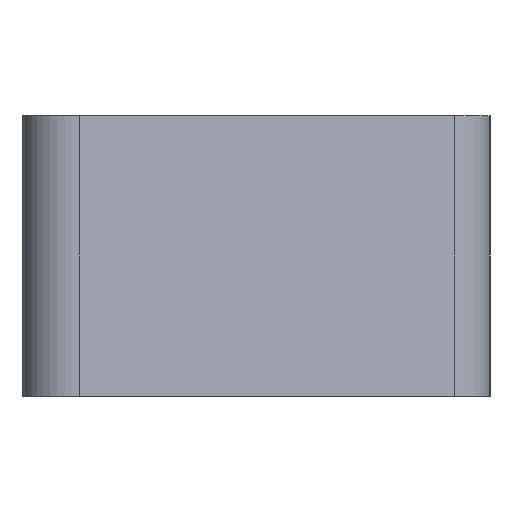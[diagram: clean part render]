
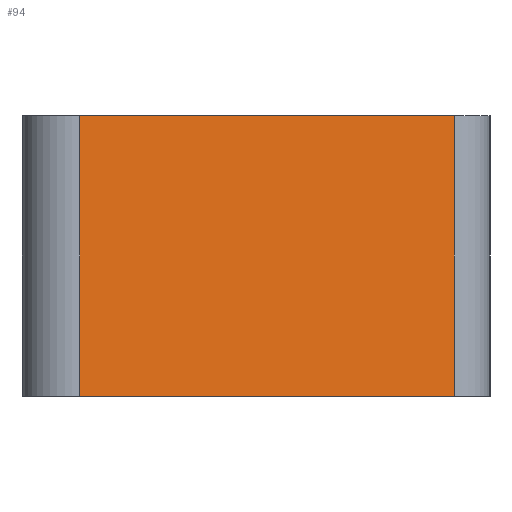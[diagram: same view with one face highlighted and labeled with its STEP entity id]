
A CAD part, left-side view. The second image highlights one B-rep face of the part: STEP entity #94.
In plain terms, the highlighted planar face has unit normal (-0.972, -0.235, 0).
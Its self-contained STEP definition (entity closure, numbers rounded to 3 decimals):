
#10 = CARTESIAN_POINT ( 'NONE',  ( -110.185, -4.235, 6. ) ) ;
#11 = CARTESIAN_POINT ( 'NONE',  ( -110., -5., 16.287 ) ) ;
#19 = EDGE_CURVE ( 'NONE', #681, #702, #1518, .T. ) ;
#38 = CARTESIAN_POINT ( 'NONE',  ( -112.116, 3.765, 0. ) ) ;
#94 = ADVANCED_FACE ( 'NONE', ( #945 ), #1672, .T. ) ;
#151 = LINE ( 'NONE', #10, #656 ) ;
#157 = ORIENTED_EDGE ( 'NONE', *, *, #612, .T. ) ;
#169 = VECTOR ( 'NONE', #1419, 1000. ) ;
#173 = DIRECTION ( 'NONE',  ( -0.972, -0.235, 0. ) ) ;
#261 = EDGE_CURVE ( 'NONE', #702, #476, #481, .T. ) ;
#314 = EDGE_CURVE ( 'NONE', #1414, #476, #1059, .T. ) ;
#476 = VERTEX_POINT ( 'NONE', #38 ) ;
#481 = LINE ( 'NONE', #887, #567 ) ;
#567 = VECTOR ( 'NONE', #636, 1000. ) ;
#612 = EDGE_CURVE ( 'NONE', #1414, #681, #151, .T. ) ;
#627 = CARTESIAN_POINT ( 'NONE',  ( -112.116, 3.765, 6. ) ) ;
#636 = DIRECTION ( 'NONE',  ( 0., 0., -1. ) ) ;
#656 = VECTOR ( 'NONE', #1066, 1000. ) ;
#681 = VERTEX_POINT ( 'NONE', #1575 ) ;
#702 = VERTEX_POINT ( 'NONE', #627 ) ;
#717 = ORIENTED_EDGE ( 'NONE', *, *, #314, .F. ) ;
#787 = DIRECTION ( 'NONE',  ( 0.235, -0.972, 0. ) ) ;
#827 = EDGE_LOOP ( 'NONE', ( #717, #157, #980, #910 ) ) ;
#887 = CARTESIAN_POINT ( 'NONE',  ( -112.116, 3.765, 0. ) ) ;
#910 = ORIENTED_EDGE ( 'NONE', *, *, #261, .T. ) ;
#945 = FACE_OUTER_BOUND ( 'NONE', #827, .T. ) ;
#980 = ORIENTED_EDGE ( 'NONE', *, *, #19, .T. ) ;
#1027 = CARTESIAN_POINT ( 'NONE',  ( -110.185, -4.235, 0. ) ) ;
#1059 = LINE ( 'NONE', #1199, #1318 ) ;
#1066 = DIRECTION ( 'NONE',  ( 0., 0., 1. ) ) ;
#1118 = AXIS2_PLACEMENT_3D ( 'NONE', #11, #173, #787 ) ;
#1199 = CARTESIAN_POINT ( 'NONE',  ( -110., -5., 0. ) ) ;
#1318 = VECTOR ( 'NONE', #1323, 1000. ) ;
#1323 = DIRECTION ( 'NONE',  ( -0.235, 0.972, 0. ) ) ;
#1414 = VERTEX_POINT ( 'NONE', #1027 ) ;
#1419 = DIRECTION ( 'NONE',  ( -0.235, 0.972, 0. ) ) ;
#1508 = CARTESIAN_POINT ( 'NONE',  ( -110., -5., 6. ) ) ;
#1518 = LINE ( 'NONE', #1508, #169 ) ;
#1575 = CARTESIAN_POINT ( 'NONE',  ( -110.185, -4.235, 6. ) ) ;
#1672 = PLANE ( 'NONE',  #1118 ) ;
